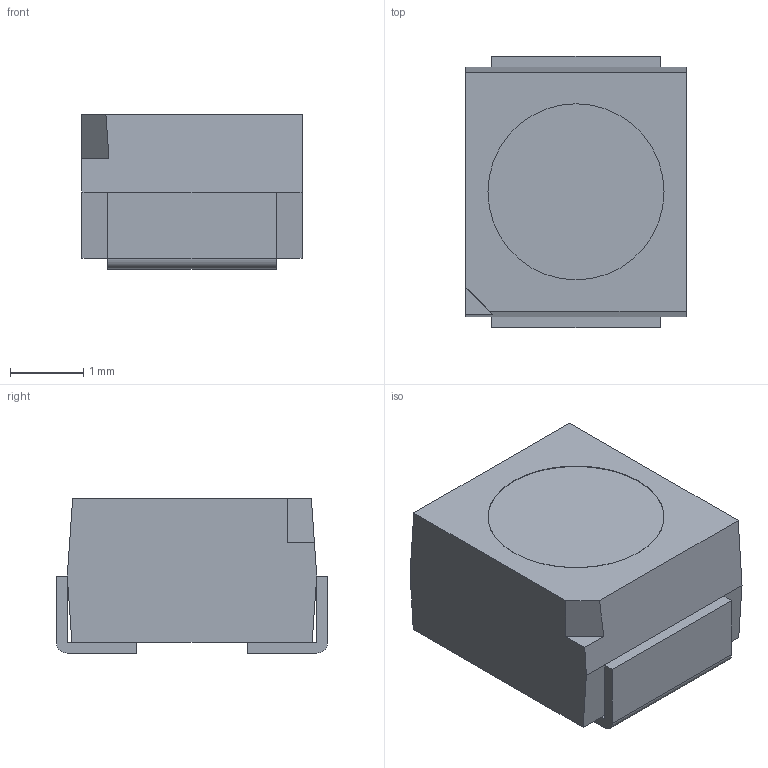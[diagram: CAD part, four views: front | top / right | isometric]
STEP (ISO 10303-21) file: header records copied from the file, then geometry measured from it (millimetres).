
FILE_DESCRIPTION (( 'STEP AP214' ), '1' );
FILE_NAME ('User Library-LHT674_LED.STEP', '2018-02-22T23:27:28', ( '' ), ( '' ), 'SwSTEP 2.0', 'SolidWorks 2018', '' );
FILE_SCHEMA (( 'AUTOMOTIVE_DESIGN' ));
Length unit declared in the file: millimetre
Products named in the file (1): User Library-LHT674_LED
Bounding box: 3 x 3.7 x 2.1 mm (x, y, z)
Surface area: 56.8 mm2 (no closed solid volume)
Topology: 0 solids, 1 shells, 31 faces, 88 edges, 56 vertices
Faces by surface type: plane 27, cylinder 4
Entity records: 1196 total; most frequent: CARTESIAN_POINT 176, ORIENTED_EDGE 168, DIRECTION 160, EDGE_CURVE 88, LINE 80, VECTOR 80, VERTEX_POINT 56, AXIS2_PLACEMENT_3D 40
